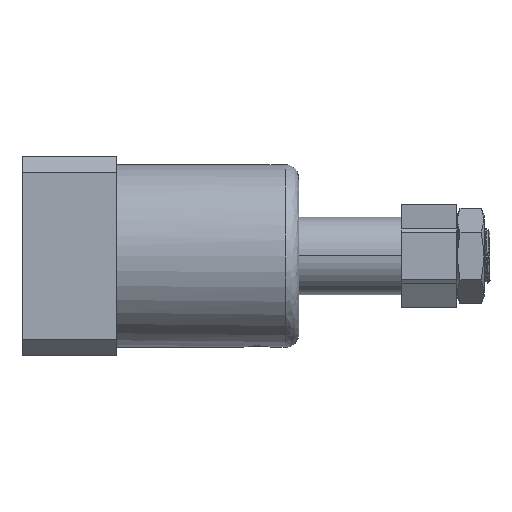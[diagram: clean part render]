
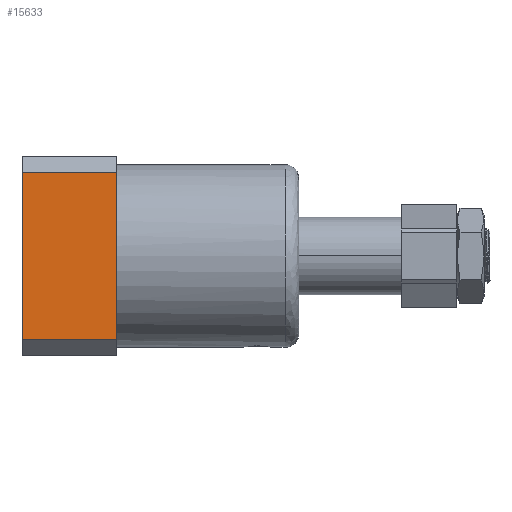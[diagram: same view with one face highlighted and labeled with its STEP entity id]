
A CAD part, front view. The second image highlights one B-rep face of the part: STEP entity #15633.
In plain terms, the highlighted planar face has unit normal (0, -1, 0).
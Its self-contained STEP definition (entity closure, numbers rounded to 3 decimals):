
#1473 = EDGE_CURVE ( 'NONE', #5015, #14713, #34928, .T. ) ;
#1650 = CARTESIAN_POINT ( 'NONE',  ( 0., -36., 30.216 ) ) ;
#2210 = CARTESIAN_POINT ( 'NONE',  ( 0., -36., 30.216 ) ) ;
#5015 = VERTEX_POINT ( 'NONE', #12279 ) ;
#5317 = VECTOR ( 'NONE', #18248, 1000. ) ;
#6713 = DIRECTION ( 'NONE',  ( 0., 0., -1. ) ) ;
#9246 = AXIS2_PLACEMENT_3D ( 'NONE', #30581, #15366, #34452 ) ;
#9904 = PLANE ( 'NONE',  #9246 ) ;
#10999 = EDGE_CURVE ( 'NONE', #13379, #5015, #34327, .T. ) ;
#12279 = CARTESIAN_POINT ( 'NONE',  ( 34., -36., -30.216 ) ) ;
#12989 = CARTESIAN_POINT ( 'NONE',  ( 0., -36., -30.216 ) ) ;
#13379 = VERTEX_POINT ( 'NONE', #26576 ) ;
#13416 = VECTOR ( 'NONE', #34722, 1000. ) ;
#13794 = LINE ( 'NONE', #1650, #28329 ) ;
#14713 = VERTEX_POINT ( 'NONE', #12989 ) ;
#15366 = DIRECTION ( 'NONE',  ( 0., -1., 0. ) ) ;
#15487 = CARTESIAN_POINT ( 'NONE',  ( 0., -36., 30.216 ) ) ;
#15633 = ADVANCED_FACE ( 'NONE', ( #34296 ), #9904, .T. ) ;
#15732 = EDGE_CURVE ( 'NONE', #13379, #29304, #19814, .T. ) ;
#18248 = DIRECTION ( 'NONE',  ( -1., 0., 0. ) ) ;
#18309 = DIRECTION ( 'NONE',  ( -1., 0., 0. ) ) ;
#19814 = LINE ( 'NONE', #15487, #5317 ) ;
#20461 = VECTOR ( 'NONE', #18309, 1000. ) ;
#21782 = ORIENTED_EDGE ( 'NONE', *, *, #1473, .F. ) ;
#22417 = EDGE_CURVE ( 'NONE', #29304, #14713, #13794, .T. ) ;
#22801 = EDGE_LOOP ( 'NONE', ( #29332, #21782, #32184, #35114 ) ) ;
#24535 = CARTESIAN_POINT ( 'NONE',  ( 0., -36., -30.216 ) ) ;
#26576 = CARTESIAN_POINT ( 'NONE',  ( 34., -36., 30.216 ) ) ;
#28329 = VECTOR ( 'NONE', #6713, 1000. ) ;
#29304 = VERTEX_POINT ( 'NONE', #2210 ) ;
#29332 = ORIENTED_EDGE ( 'NONE', *, *, #22417, .T. ) ;
#30581 = CARTESIAN_POINT ( 'NONE',  ( 0., -36., 30.216 ) ) ;
#32017 = CARTESIAN_POINT ( 'NONE',  ( 34., -36., 36. ) ) ;
#32184 = ORIENTED_EDGE ( 'NONE', *, *, #10999, .F. ) ;
#34296 = FACE_OUTER_BOUND ( 'NONE', #22801, .T. ) ;
#34327 = LINE ( 'NONE', #32017, #13416 ) ;
#34452 = DIRECTION ( 'NONE',  ( 0., 0., -1. ) ) ;
#34722 = DIRECTION ( 'NONE',  ( 0., 0., -1. ) ) ;
#34928 = LINE ( 'NONE', #24535, #20461 ) ;
#35114 = ORIENTED_EDGE ( 'NONE', *, *, #15732, .T. ) ;
